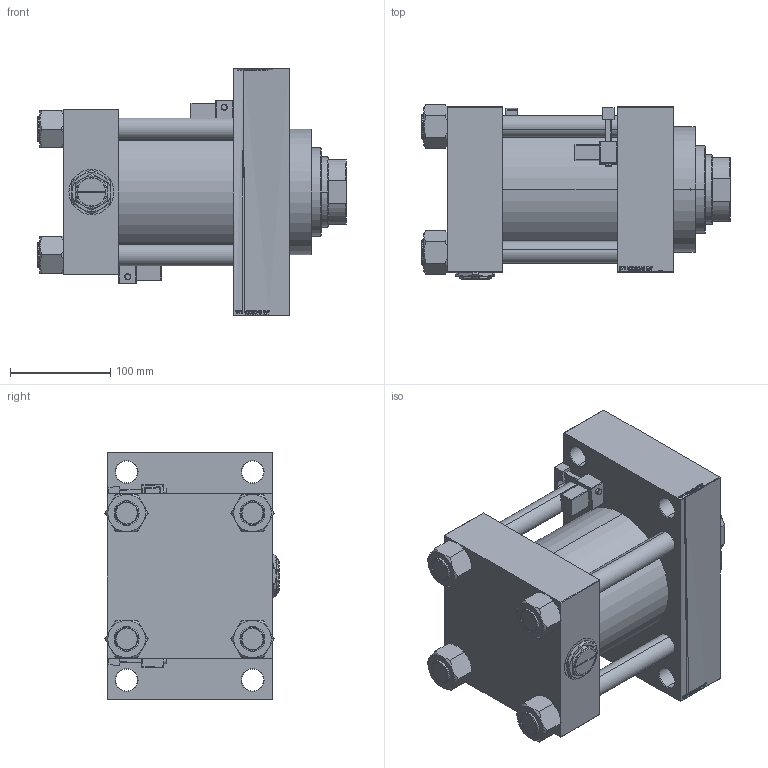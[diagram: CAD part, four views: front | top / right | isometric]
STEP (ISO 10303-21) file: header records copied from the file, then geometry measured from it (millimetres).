
FILE_DESCRIPTION (( 'STEP AP203' ), '1' );
FILE_NAME ('49d1.STEP', '2022-04-16T01:09:04', ( '' ), ( '' ), 'SwSTEP 2.0', 'SolidWorks 2019', '' );
FILE_SCHEMA (( 'CONFIG_CONTROL_DESIGN' ));
Length unit declared in the file: millimetre
Products named in the file (8): V215CR_D_Body 673a007ef81b09773dd613a3b57a2043; V215_VC_A 673a007ef81b09773dd613a3b57a2043; V215CR_D_TYCINKA 673a007ef81b09773dd613a3b57a2043; Zatka_pro_OIL_PORT 673a007ef81b09773dd613a3b57a2043; V215CR_MSU 673a007ef81b09773dd613a3b57a2043; NUT_M5_D 673a007ef81b09773dd613a3b57a2043; V215CR_VCP_D 673a007ef81b09773dd613a3b57a2043; 49d1
Assembly tree (14 placements, depth 2):
  49d1
    V215CR_D_Body 673a007ef81b09773dd613a3b57a2043
    V215CR_VCP_D 673a007ef81b09773dd613a3b57a2043
    NUT_M5_D 673a007ef81b09773dd613a3b57a2043  x4
    V215CR_D_TYCINKA 673a007ef81b09773dd613a3b57a2043  x4
    V215_VC_A 673a007ef81b09773dd613a3b57a2043
    V215CR_MSU 673a007ef81b09773dd613a3b57a2043  x2
    Zatka_pro_OIL_PORT 673a007ef81b09773dd613a3b57a2043
Bounding box: 308 x 174.07 x 247 mm (x, y, z)
Volume: 5289213.3 mm3; surface area: 593336.1 mm2
Topology: 14 solids, 14 shells, 1351 faces, 3371 edges, 2147 vertices
Faces by surface type: plane 626, bspline 368, cone 162, cylinder 151, sphere 24, torus 20
Entity records: 51575 total; most frequent: CARTESIAN_POINT 26102, ORIENTED_EDGE 5626, DIRECTION 3859, EDGE_CURVE 2813, VERTEX_POINT 1829, VECTOR 1651, LINE 1651, EDGE_LOOP 1256
